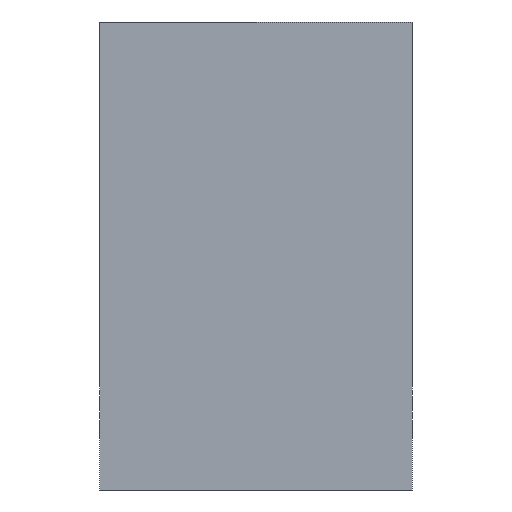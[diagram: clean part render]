
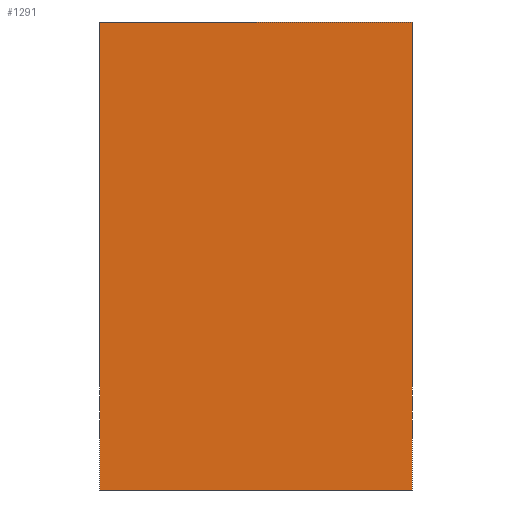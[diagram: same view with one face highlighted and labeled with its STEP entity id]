
A CAD part, left-side view. The second image highlights one B-rep face of the part: STEP entity #1291.
In plain terms, the highlighted planar face has unit normal (-1, 0, 0).
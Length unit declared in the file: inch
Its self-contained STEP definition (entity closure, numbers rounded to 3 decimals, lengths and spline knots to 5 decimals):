
#1=DIRECTION('',(0.,-1.,0.));
#2=VECTOR('',#1,2.);
#3=CARTESIAN_POINT('',(0.,0.,0.));
#4=LINE('',#3,#2);
#27=DIRECTION('',(0.,0.,1.));
#28=VECTOR('',#27,3.);
#29=CARTESIAN_POINT('',(0.,0.,0.));
#30=LINE('',#29,#28);
#69=DIRECTION('',(0.,0.,1.));
#70=VECTOR('',#69,3.);
#71=CARTESIAN_POINT('',(0.,-2.,0.));
#72=LINE('',#71,#70);
#93=DIRECTION('',(0.,-1.,0.));
#94=VECTOR('',#93,2.);
#95=CARTESIAN_POINT('',(0.,0.,3.));
#96=LINE('',#95,#94);
#1067=CARTESIAN_POINT('',(0.,0.,0.));
#1068=CARTESIAN_POINT('',(0.,-2.,0.));
#1069=VERTEX_POINT('',#1067);
#1070=VERTEX_POINT('',#1068);
#1075=CARTESIAN_POINT('',(0.,0.,3.));
#1076=CARTESIAN_POINT('',(0.,-2.,3.));
#1077=VERTEX_POINT('',#1075);
#1078=VERTEX_POINT('',#1076);
#1277=CARTESIAN_POINT('',(0.,0.,0.));
#1278=DIRECTION('',(-1.,0.,0.));
#1279=DIRECTION('',(0.,-1.,0.));
#1280=AXIS2_PLACEMENT_3D('',#1277,#1278,#1279);
#1281=PLANE('',#1280);
#1282=ORIENTED_EDGE('',*,*,#1260,.F.);
#1284=ORIENTED_EDGE('',*,*,#1283,.T.);
#1286=ORIENTED_EDGE('',*,*,#1285,.T.);
#1288=ORIENTED_EDGE('',*,*,#1287,.F.);
#1289=EDGE_LOOP('',(#1282,#1284,#1286,#1288));
#1290=FACE_OUTER_BOUND('',#1289,.F.);
#1291=ADVANCED_FACE('',(#1290),#1281,.T.);
#1260=EDGE_CURVE('',#1069,#1070,#4,.T.);
#1283=EDGE_CURVE('',#1069,#1077,#30,.T.);
#1285=EDGE_CURVE('',#1077,#1078,#96,.T.);
#1287=EDGE_CURVE('',#1070,#1078,#72,.T.);
